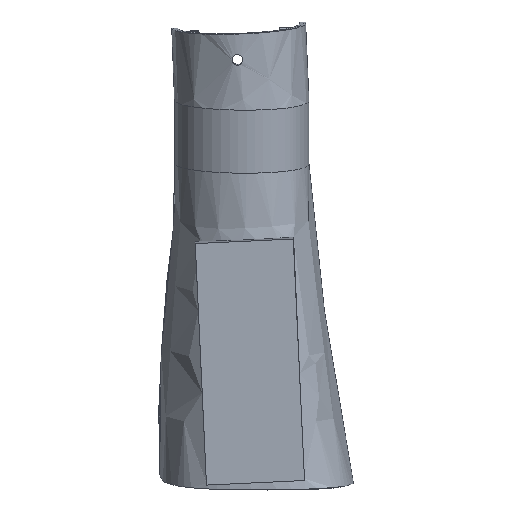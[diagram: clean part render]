
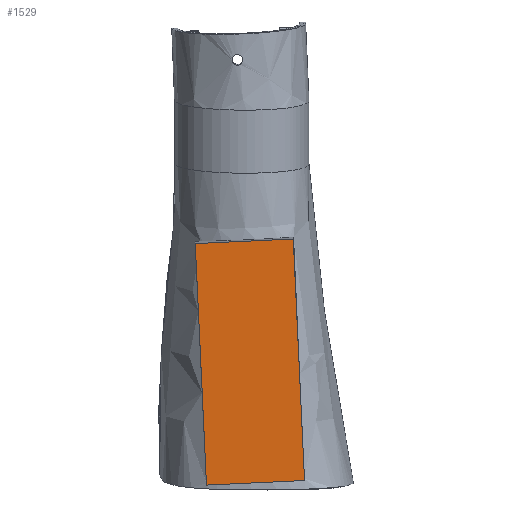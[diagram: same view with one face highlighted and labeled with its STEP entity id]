
A CAD part, top view. The second image highlights one B-rep face of the part: STEP entity #1529.
In plain terms, the highlighted planar face has unit normal (0.002, -0.034, 0.999).
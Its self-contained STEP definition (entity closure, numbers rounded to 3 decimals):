
#57=PLANE('',#1610);
#122=FACE_OUTER_BOUND('',#214,.T.);
#214=EDGE_LOOP('',(#1138,#1139,#1140,#1141));
#309=LINE('',#4272,#403);
#310=LINE('',#4274,#404);
#311=LINE('',#4276,#405);
#312=LINE('',#4277,#406);
#403=VECTOR('',#1708,10.);
#404=VECTOR('',#1709,10.);
#405=VECTOR('',#1710,10.);
#406=VECTOR('',#1711,10.);
#676=VERTEX_POINT('',#4270);
#677=VERTEX_POINT('',#4271);
#678=VERTEX_POINT('',#4273);
#679=VERTEX_POINT('',#4275);
#855=EDGE_CURVE('',#676,#677,#309,.F.);
#856=EDGE_CURVE('',#677,#678,#310,.T.);
#857=EDGE_CURVE('',#678,#679,#311,.F.);
#858=EDGE_CURVE('',#679,#676,#312,.T.);
#1138=ORIENTED_EDGE('',*,*,#855,.T.);
#1139=ORIENTED_EDGE('',*,*,#856,.T.);
#1140=ORIENTED_EDGE('',*,*,#857,.T.);
#1141=ORIENTED_EDGE('',*,*,#858,.T.);
#1529=ADVANCED_FACE('',(#122),#57,.T.);
#1610=AXIS2_PLACEMENT_3D('',#4269,#1706,#1707);
#1706=DIRECTION('center_axis',(0.002,-0.034,
0.999));
#1707=DIRECTION('ref_axis',(1.,0.,-0.002));
#1708=DIRECTION('',(0.047,-0.998,-0.034));
#1709=DIRECTION('',(-0.999,-0.047,0.));
#1710=DIRECTION('',(-0.047,0.998,0.034));
#1711=DIRECTION('',(0.999,0.047,0.));
#4269=CARTESIAN_POINT('Origin',(129.812,171.178,120.842));
#4270=CARTESIAN_POINT('',(155.537,115.404,118.896));
#4271=CARTESIAN_POINT('',(150.237,229.104,122.788));
#4272=CARTESIAN_POINT('',(154.212,143.829,119.869));
#4273=CARTESIAN_POINT('',(104.087,226.953,122.788));
#4274=CARTESIAN_POINT('',(149.738,229.08,122.788));
#4275=CARTESIAN_POINT('',(109.387,113.253,118.896));
#4276=CARTESIAN_POINT('',(105.412,198.528,121.815));
#4277=CARTESIAN_POINT('',(109.886,113.276,118.896));
